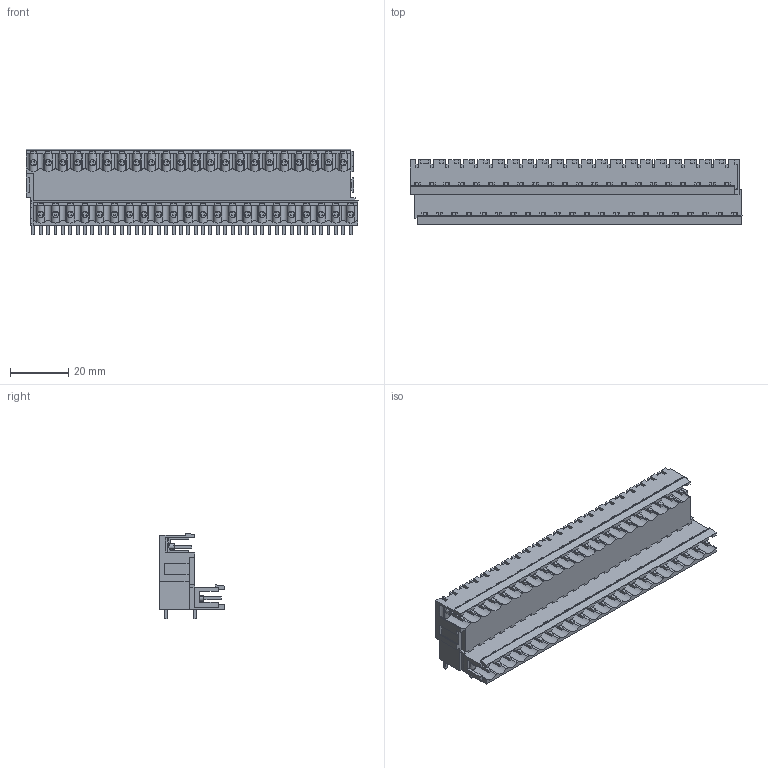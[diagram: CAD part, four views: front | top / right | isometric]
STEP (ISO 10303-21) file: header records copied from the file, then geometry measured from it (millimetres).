
FILE_DESCRIPTION(('CATIA V5R22 STEP214','CAx-IF Rec.Pracs.--- Model Styling and Organization---1.4--- 2014-01-23'),'2;1');
FILE_NAME ('D1454947_1_1725370000_1725370000.stp','2023-03-17T12:52:12+00:00',('none'),('Weidmueller'),'CATIA Version 5-6 Release 2016 SP3 HF44','CATIA V5 STEP AP214','none');
FILE_SCHEMA(('AUTOMOTIVE_DESIGN { 1 0 10303 214 1 1 1 1 }'));
Products named in the file (1): 1725370000
Bounding box: 114.3 x 22.16 x 29.41 mm (x, y, z)
Volume: 26128.5 mm3; surface area: 29723.2 mm2
Topology: 45 solids, 45 shells, 1655 faces, 5347 edges, 3651 vertices
Faces by surface type: plane 1343, cylinder 312
Entity records: 58373 total; most frequent: CARTESIAN_POINT 14740, ORIENTED_EDGE 10694, DIRECTION 6642, EDGE_CURVE 5347, VECTOR 4364, LINE 4364, VERTEX_POINT 3651, EDGE_LOOP 1744
